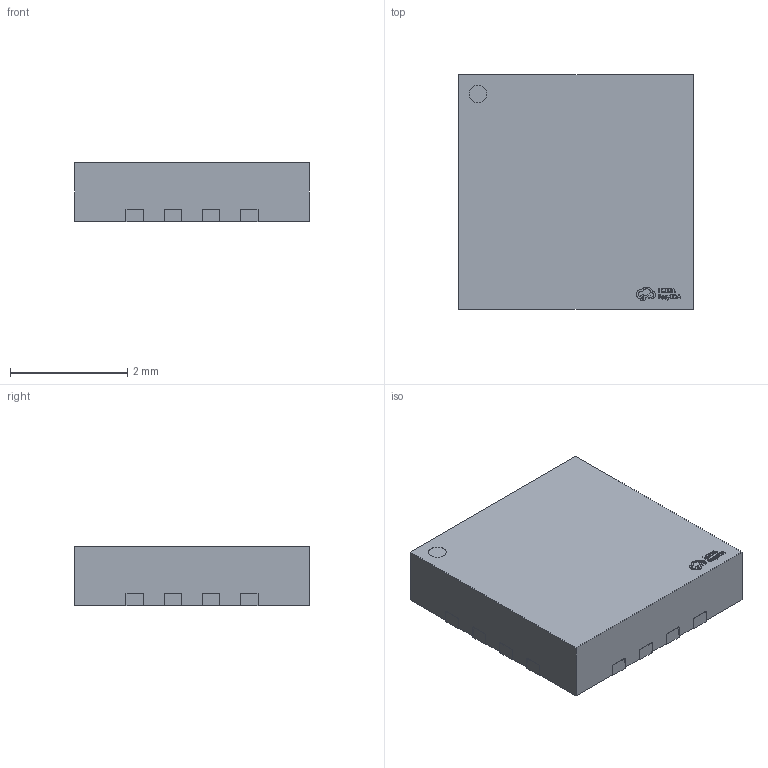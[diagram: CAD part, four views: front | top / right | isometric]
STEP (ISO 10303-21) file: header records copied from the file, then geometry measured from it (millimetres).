
FILE_DESCRIPTION (( 'STEP AP214' ), '1' );
FILE_NAME ('HVQFN-16_L4.0-W4.0-P0.65-TL-EP2.2.step', '2022-07-15T02:29:07', ( '' ), ( '' ), 'SwSTEP 2.0', 'SolidWorks 2020', '' );
FILE_SCHEMA (( 'AUTOMOTIVE_DESIGN' ));
Length unit declared in the file: millimetre
Products named in the file (1): HVQFN-16_L4.0-W4.0-P0.65-TL-EP2.2
Bounding box: 4.02 x 4.02 x 1.02 mm (x, y, z)
Volume: 16.1 mm3; surface area: 48.6 mm2
Topology: 1 solids, 1 shells, 397 faces, 1101 edges, 734 vertices
Faces by surface type: plane 263, bspline 112, cylinder 22
Entity records: 18172 total; most frequent: CARTESIAN_POINT 4337, ORIENTED_EDGE 2202, DIRECTION 1489, EDGE_CURVE 1101, LINE 829, VECTOR 829, VERTEX_POINT 734, EDGE_LOOP 425
